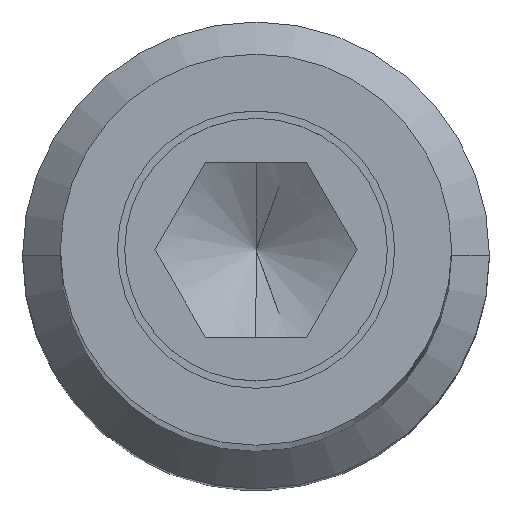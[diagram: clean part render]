
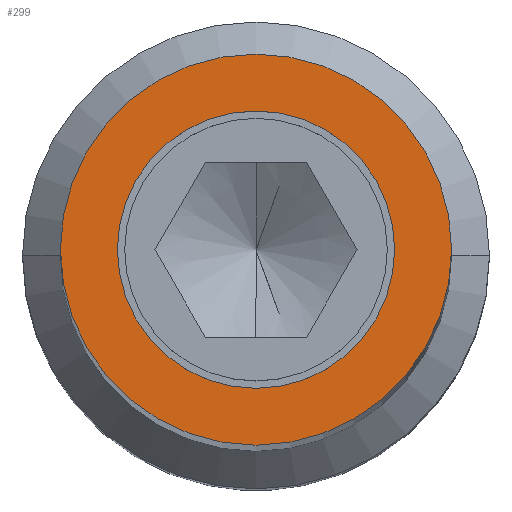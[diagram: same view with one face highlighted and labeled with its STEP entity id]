
A CAD part, top view. The second image highlights one B-rep face of the part: STEP entity #299.
In plain terms, the highlighted planar face has unit normal (0, 0, 1).
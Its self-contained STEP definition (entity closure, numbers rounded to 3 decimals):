
#299=ADVANCED_FACE('',(#752,#753),#754,.T.);
#385=VERTEX_POINT('',#867);
#393=VERTEX_POINT('',#875);
#397=EDGE_CURVE('',#385,#393,#879,.T.);
#461=VERTEX_POINT('',#943);
#469=VERTEX_POINT('',#951);
#473=EDGE_CURVE('',#461,#469,#955,.T.);
#501=EDGE_CURVE('',#469,#461,#983,.T.);
#545=EDGE_CURVE('',#393,#385,#1027,.T.);
#752=FACE_OUTER_BOUND('',#1235,.T.);
#753=FACE_BOUND('',#1236,.T.);
#754=PLANE('',#1237);
#867=CARTESIAN_POINT('',(-6.7,0.,188.0));
#875=CARTESIAN_POINT('',(6.7,0.,188.0));
#879=CIRCLE('',#1396,6.7);
#943=CARTESIAN_POINT('',(4.75,0.,188.0));
#951=CARTESIAN_POINT('',(-4.75,0.0,188.0));
#955=CIRCLE('',#1502,4.75);
#983=CIRCLE('',#1547,4.75);
#1027=CIRCLE('',#1619,6.7);
#1235=EDGE_LOOP('',(#2037,#2038));
#1236=EDGE_LOOP('',(#2039,#2040));
#1237=AXIS2_PLACEMENT_3D('',#2041,#2042,#2043);
#1396=AXIS2_PLACEMENT_3D('',#2186,#2187,#2188);
#1502=AXIS2_PLACEMENT_3D('',#2226,#2227,#2228);
#1547=AXIS2_PLACEMENT_3D('',#2247,#2248,#2249);
#1619=AXIS2_PLACEMENT_3D('',#2271,#2272,#2273);
#2037=ORIENTED_EDGE('',*,*,#397,.T.);
#2038=ORIENTED_EDGE('',*,*,#545,.T.);
#2039=ORIENTED_EDGE('',*,*,#501,.T.);
#2040=ORIENTED_EDGE('',*,*,#473,.T.);
#2041=CARTESIAN_POINT('',(-3.35,0.,188.0));
#2042=DIRECTION('',(0.0,0.0,1.0));
#2043=DIRECTION('',(1.0,-0.0,0.0));
#2186=CARTESIAN_POINT('',(0.0,0.,188.0));
#2187=DIRECTION('',(0.0,0.0,1.0));
#2188=DIRECTION('',(-1.0,0.,0.0));
#2226=CARTESIAN_POINT('',(0.0,0.0,188.0));
#2227=DIRECTION('',(0.0,0.0,-1.0));
#2228=DIRECTION('',(1.0,0.0,0.0));
#2247=CARTESIAN_POINT('',(0.0,0.0,188.0));
#2248=DIRECTION('',(0.0,0.0,-1.0));
#2249=DIRECTION('',(1.0,0.0,0.0));
#2271=CARTESIAN_POINT('',(0.0,0.,188.0));
#2272=DIRECTION('',(0.0,0.0,1.0));
#2273=DIRECTION('',(-1.0,0.,0.0));
